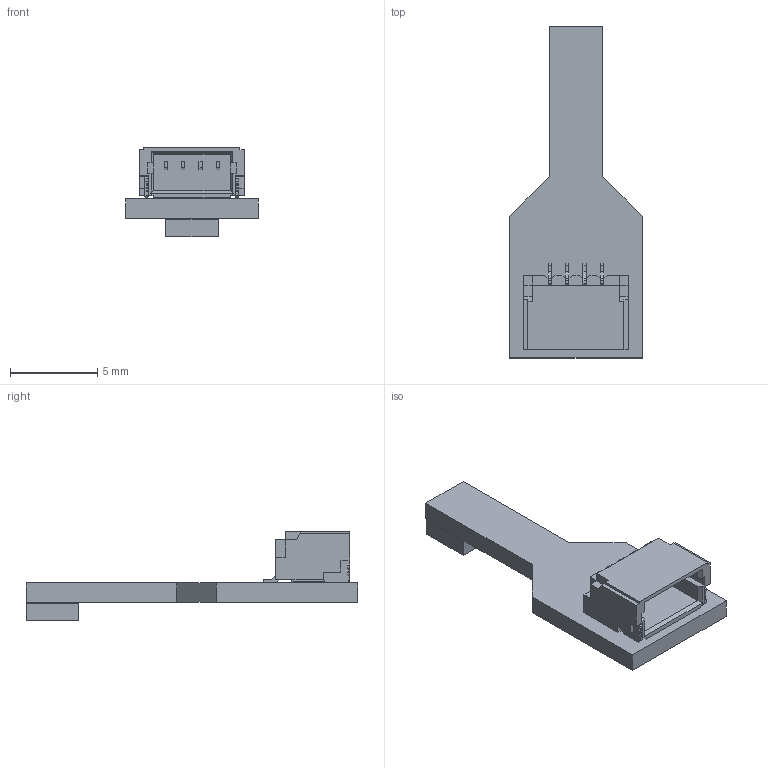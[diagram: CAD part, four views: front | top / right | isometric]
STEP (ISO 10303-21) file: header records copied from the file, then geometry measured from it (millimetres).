
FILE_DESCRIPTION(('KiCad electronic assembly'),'2;1');
FILE_NAME('mlx90632-breakout.step','2023-01-17T09:42:45',('Pcbnew'),( 'Kicad'),'Open CASCADE STEP processor 7.6','KiCad to STEP converter' ,'Unknown');
FILE_SCHEMA(('AUTOMOTIVE_DESIGN { 1 0 10303 214 1 1 1 1 }'));
Length unit declared in the file: millimetre
Products named in the file (6): mlx90632-breakout 1; QWIIC_STEMMA_QT; COMPOUND; MLX90632; SOLID; mlx90632-breakout PCB
Assembly tree (5 placements, depth 3):
  mlx90632-breakout 1
    QWIIC_STEMMA_QT
      COMPOUND
    MLX90632
      SOLID
    mlx90632-breakout PCB
Bounding box: 7.62 x 19.05 x 5.15 mm (x, y, z)
Volume: 159.7 mm3; surface area: 479.4 mm2
Topology: 9 solids, 9 shells, 280 faces, 764 edges, 506 vertices
Faces by surface type: bspline 270, plane 10
Entity records: 16911 total; most frequent: CARTESIAN_POINT 6708, B_SPLINE_CURVE_WITH_KNOTS 2040, ORIENTED_EDGE 1528, PCURVE 1528, DEFINITIONAL_REPRESENTATION 1528, EDGE_CURVE 764, SURFACE_CURVE 764, VERTEX_POINT 506
